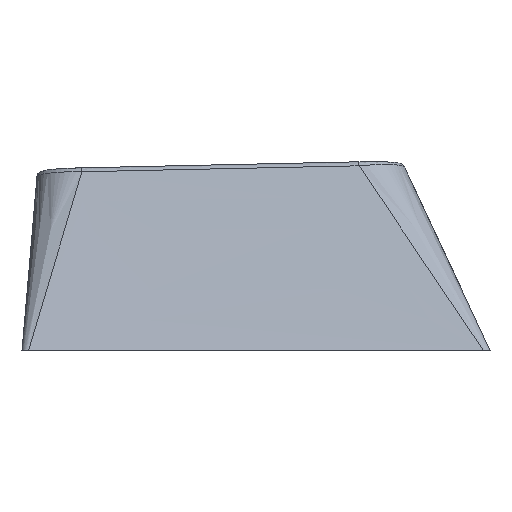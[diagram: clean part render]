
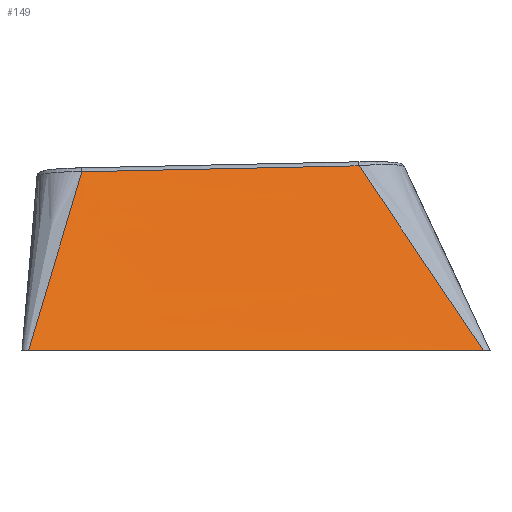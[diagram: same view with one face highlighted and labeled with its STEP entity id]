
A CAD part, left-side view. The second image highlights one B-rep face of the part: STEP entity #149.
In plain terms, the highlighted free-form (B-spline) face has degree [3, 3] with [4, 4] control points.
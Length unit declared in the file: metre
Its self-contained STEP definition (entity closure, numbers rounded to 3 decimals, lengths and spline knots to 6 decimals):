
#149=ADVANCED_FACE('0:308',(#361),#362,.F.);
#361=FACE_OUTER_BOUND('',#1996,.T.);
#362=B_SPLINE_SURFACE_WITH_KNOTS('',3,3,((#1997,#1998,#1999,#2000),(#2001,#2002,#2003,#2004),(#2005,#2006,#2007,#2008),(#2009,#2010,#2011,#2012)),.UNSPECIFIED.,.F.,.F.,.F.,(4,4),(4,4),(0.0,1.0),(0.022683,1.0),.UNSPECIFIED.);
#1996=EDGE_LOOP('',(#2834,#2835,#2836,#2837));
#1997=CARTESIAN_POINT('',(-0.017993,0.009883,0.006873));
#1998=CARTESIAN_POINT('',(-0.01897,0.010568,0.004582));
#1999=CARTESIAN_POINT('',(-0.019948,0.011253,0.002291));
#2000=CARTESIAN_POINT('',(-0.020925,0.011938,0.));
#2001=CARTESIAN_POINT('',(-0.017993,0.008985,0.006893));
#2002=CARTESIAN_POINT('',(-0.01897,0.009925,0.004595));
#2003=CARTESIAN_POINT('',(-0.019948,0.010866,0.002298));
#2004=CARTESIAN_POINT('',(-0.020925,0.011807,0.));
#2005=CARTESIAN_POINT('',(-0.017993,0.000125,0.007078));
#2006=CARTESIAN_POINT('',(-0.01897,-0.001727,0.004718));
#2007=CARTESIAN_POINT('',(-0.019948,-0.003579,0.002359));
#2008=CARTESIAN_POINT('',(-0.020925,-0.005431,0.));
#2009=CARTESIAN_POINT('',(-0.017993,-0.000774,0.007097));
#2010=CARTESIAN_POINT('',(-0.01897,-0.00237,0.004731));
#2011=CARTESIAN_POINT('',(-0.019948,-0.003966,0.002366));
#2012=CARTESIAN_POINT('',(-0.020925,-0.005562,0.));
#2834=ORIENTED_EDGE('',*,*,#3161,.T.);
#2835=ORIENTED_EDGE('',*,*,#3193,.F.);
#2836=ORIENTED_EDGE('',*,*,#3173,.F.);
#2837=ORIENTED_EDGE('',*,*,#3195,.T.);
#3161=EDGE_CURVE('0:1061',#3636,#3634,#3637,.T.);
#3173=EDGE_CURVE('0:1097',#3657,#3644,#3659,.T.);
#3193=EDGE_CURVE('0:1157',#3644,#3634,#3687,.T.);
#3195=EDGE_CURVE('0:1163',#3657,#3636,#3689,.T.);
#3634=VERTEX_POINT('',#5795);
#3636=VERTEX_POINT('',#5797);
#3637=LINE('',#5798,#5799);
#3644=VERTEX_POINT('',#5807);
#3657=VERTEX_POINT('',#5832);
#3659=B_SPLINE_CURVE_WITH_KNOTS('',3,(#5834,#5835,#5836,#5837,#5838),.UNSPECIFIED.,.F.,.F.,(4,1,4),(-10.660067,-6.091467,0.),.UNSPECIFIED.);
#3687=LINE('',#5914,#5915);
#3689=LINE('',#5918,#5919);
#5795=CARTESIAN_POINT('',(-0.020925,-0.005562,0.));
#5797=CARTESIAN_POINT('',(-0.020925,0.011938,0.));
#5798=CARTESIAN_POINT('',(-0.020925,-0.005562,0.));
#5799=VECTOR('',#6284,0.001);
#5807=CARTESIAN_POINT('',(-0.017993,-0.000774,0.007097));
#5832=CARTESIAN_POINT('',(-0.017995,0.009884,0.006869));
#5834=CARTESIAN_POINT('',(-0.017995,0.009884,0.006869));
#5835=CARTESIAN_POINT('',(-0.017995,0.008361,0.006902));
#5836=CARTESIAN_POINT('',(-0.017994,0.004809,0.006978));
#5837=CARTESIAN_POINT('',(-0.017993,0.001255,0.007054));
#5838=CARTESIAN_POINT('',(-0.017993,-0.000774,0.007097));
#5914=CARTESIAN_POINT('',(-0.017925,-0.000662,0.007262));
#5915=VECTOR('',#6332,0.00926);
#5918=CARTESIAN_POINT('',(-0.017925,0.009835,0.007033));
#5919=VECTOR('',#6334,0.00793);
#6284=DIRECTION('',(0.,-1.0,0.));
#6332=DIRECTION('',(-0.324,-0.529,-0.784));
#6334=DIRECTION('',(-0.378,0.265,-0.887));
